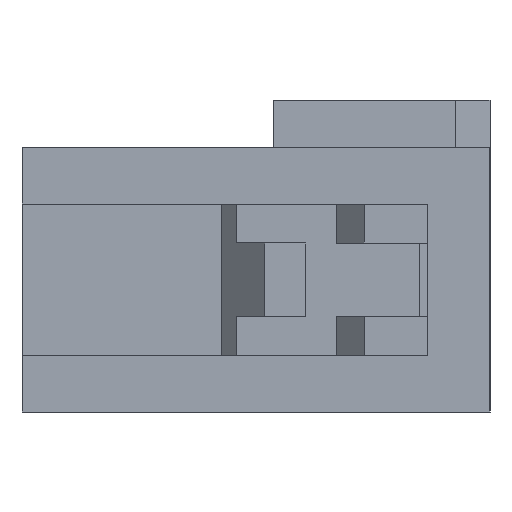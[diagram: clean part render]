
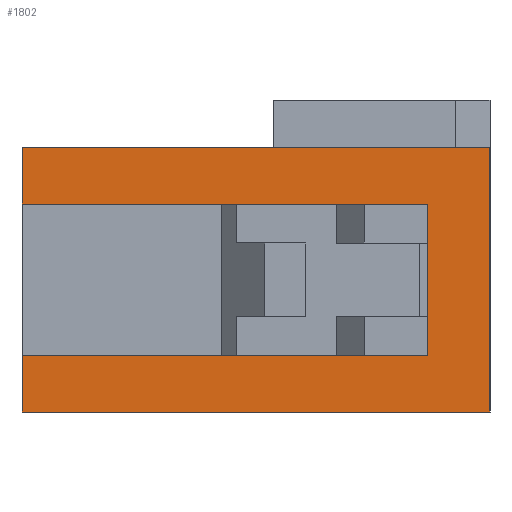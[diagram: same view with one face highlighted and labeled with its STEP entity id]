
A CAD part, left-side view. The second image highlights one B-rep face of the part: STEP entity #1802.
In plain terms, the highlighted planar face has unit normal (-1, 0, 0).
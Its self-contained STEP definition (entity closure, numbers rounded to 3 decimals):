
#1446=FACE_OUTER_BOUND('',#2655,.T.);
#1802=ADVANCED_FACE('',(#1446),#2160,.T.);
#2160=PLANE('',#8712);
#2655=EDGE_LOOP('',(#4065,#4066,#4067,#4068,#4069,#4070,#4071,#4072));
#4065=ORIENTED_EDGE('',*,*,#6232,.T.);
#4066=ORIENTED_EDGE('',*,*,#6207,.T.);
#4067=ORIENTED_EDGE('',*,*,#6214,.T.);
#4068=ORIENTED_EDGE('',*,*,#6234,.F.);
#4069=ORIENTED_EDGE('',*,*,#5638,.T.);
#4070=ORIENTED_EDGE('',*,*,#6235,.T.);
#4071=ORIENTED_EDGE('',*,*,#6236,.T.);
#4072=ORIENTED_EDGE('',*,*,#6237,.F.);
#4976=VERTEX_POINT('',#10886);
#4977=VERTEX_POINT('',#10888);
#5313=VERTEX_POINT('',#12047);
#5314=VERTEX_POINT('',#12049);
#5319=VERTEX_POINT('',#12062);
#5330=VERTEX_POINT('',#12099);
#5331=VERTEX_POINT('',#12104);
#5332=VERTEX_POINT('',#12106);
#5638=EDGE_CURVE('',#4977,#4976,#6638,.T.);
#6207=EDGE_CURVE('',#5314,#5313,#7207,.T.);
#6214=EDGE_CURVE('',#5313,#5319,#7214,.T.);
#6232=EDGE_CURVE('',#5330,#5314,#7232,.T.);
#6234=EDGE_CURVE('',#4977,#5319,#7234,.T.);
#6235=EDGE_CURVE('',#4976,#5331,#7235,.T.);
#6236=EDGE_CURVE('',#5331,#5332,#7236,.T.);
#6237=EDGE_CURVE('',#5330,#5332,#7237,.T.);
#6638=LINE('',#10887,#7626);
#7207=LINE('',#12048,#8195);
#7214=LINE('',#12063,#8202);
#7232=LINE('',#12098,#8220);
#7234=LINE('',#12102,#8222);
#7235=LINE('',#12103,#8223);
#7236=LINE('',#12105,#8224);
#7237=LINE('',#12107,#8225);
#7626=VECTOR('',#8989,1.);
#8195=VECTOR('',#10068,1.);
#8202=VECTOR('',#10079,1.);
#8220=VECTOR('',#10111,1.);
#8222=VECTOR('',#10115,1.);
#8223=VECTOR('',#10116,1.);
#8224=VECTOR('',#10117,1.);
#8225=VECTOR('',#10118,1.);
#8712=AXIS2_PLACEMENT_3D('',#12108,#10119,#10120);
#8989=DIRECTION('',(0.,-1.,0.));
#10068=DIRECTION('',(0.,0.,-1.));
#10079=DIRECTION('',(0.,1.,0.));
#10111=DIRECTION('',(0.,-1.,0.));
#10115=DIRECTION('',(0.,0.,1.));
#10116=DIRECTION('',(0.,0.,1.));
#10117=DIRECTION('',(0.,1.,0.));
#10118=DIRECTION('',(0.,0.,1.));
#10119=DIRECTION('',(-1.,0.,0.));
#10120=DIRECTION('',(0.,-1.,0.));
#10886=CARTESIAN_POINT('',(0.,0.,0.));
#10887=CARTESIAN_POINT('',(0.,10.8,0.));
#10888=CARTESIAN_POINT('',(0.,10.8,0.));
#12047=CARTESIAN_POINT('',(0.,1.45,1.3));
#12048=CARTESIAN_POINT('',(0.,1.45,4.8));
#12049=CARTESIAN_POINT('',(0.,1.45,4.8));
#12062=CARTESIAN_POINT('',(0.,10.8,1.3));
#12063=CARTESIAN_POINT('',(0.,1.45,1.3));
#12098=CARTESIAN_POINT('',(0.,10.8,4.8));
#12099=CARTESIAN_POINT('',(0.,10.8,4.8));
#12102=CARTESIAN_POINT('',(0.,10.8,0.));
#12103=CARTESIAN_POINT('',(0.,0.,0.));
#12104=CARTESIAN_POINT('',(0.,0.,6.1));
#12105=CARTESIAN_POINT('',(0.,0.,6.1));
#12106=CARTESIAN_POINT('',(0.,10.8,6.1));
#12107=CARTESIAN_POINT('',(0.,10.8,4.8));
#12108=CARTESIAN_POINT('',(0.,10.8,0.));
